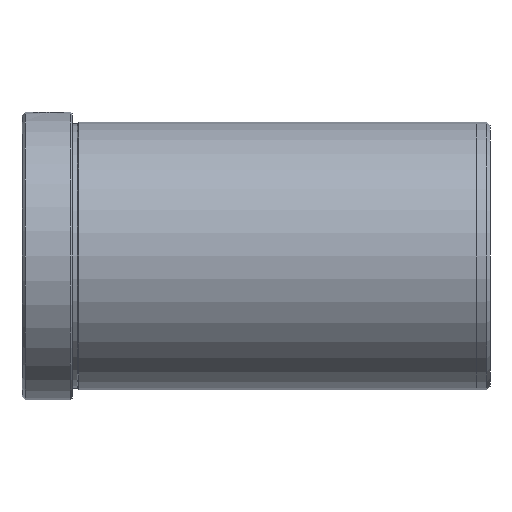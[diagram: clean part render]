
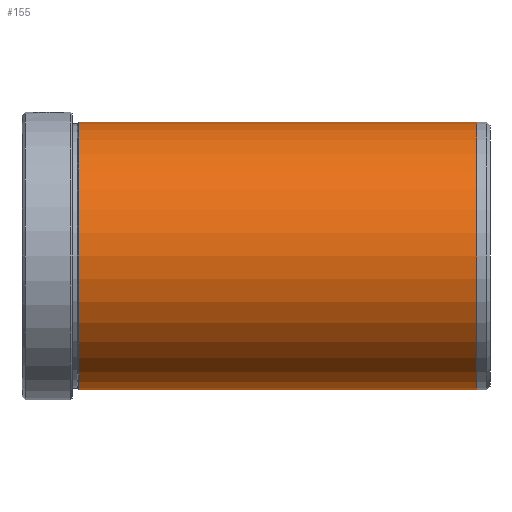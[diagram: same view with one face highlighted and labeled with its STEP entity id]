
A CAD part, left-side view. The second image highlights one B-rep face of the part: STEP entity #155.
In plain terms, the highlighted cylindrical face has radius 40 mm (diameter 80 mm), a partial arc.
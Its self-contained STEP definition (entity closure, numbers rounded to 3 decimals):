
#15 = EDGE_CURVE ( 'NONE', #553, #101, #532, .T. ) ;
#101 = VERTEX_POINT ( 'NONE', #1600 ) ;
#155 = ADVANCED_FACE ( 'NONE', ( #1481 ), #1535, .T. ) ;
#171 = ORIENTED_EDGE ( 'NONE', *, *, #1606, .F. ) ;
#175 = AXIS2_PLACEMENT_3D ( 'NONE', #189, #1195, #347 ) ;
#189 = CARTESIAN_POINT ( 'NONE',  ( 0., -17., 0. ) ) ;
#278 = CARTESIAN_POINT ( 'NONE',  ( 0., -17., -40. ) ) ;
#323 = ORIENTED_EDGE ( 'NONE', *, *, #1506, .F. ) ;
#347 = DIRECTION ( 'NONE',  ( 0., 0., 1. ) ) ;
#486 = ORIENTED_EDGE ( 'NONE', *, *, #727, .F. ) ;
#506 = CIRCLE ( 'NONE', #1582, 40. ) ;
#508 = VECTOR ( 'NONE', #1385, 1000. ) ;
#516 = VERTEX_POINT ( 'NONE', #278 ) ;
#525 = CARTESIAN_POINT ( 'NONE',  ( 0., -136., 40. ) ) ;
#532 = LINE ( 'NONE', #1326, #1277 ) ;
#533 = EDGE_LOOP ( 'NONE', ( #171, #486, #1614, #323 ) ) ;
#553 = VERTEX_POINT ( 'NONE', #525 ) ;
#596 = CARTESIAN_POINT ( 'NONE',  ( 0., -136., 0. ) ) ;
#625 = CIRCLE ( 'NONE', #175, 40. ) ;
#727 = EDGE_CURVE ( 'NONE', #553, #1557, #506, .T. ) ;
#746 = DIRECTION ( 'NONE',  ( 0., 0., -1. ) ) ;
#950 = AXIS2_PLACEMENT_3D ( 'NONE', #1575, #1878, #1270 ) ;
#1195 = DIRECTION ( 'NONE',  ( 0., 1., 0. ) ) ;
#1270 = DIRECTION ( 'NONE',  ( 0., 0., 1. ) ) ;
#1277 = VECTOR ( 'NONE', #1333, 1000. ) ;
#1326 = CARTESIAN_POINT ( 'NONE',  ( 0., 0., 40. ) ) ;
#1333 = DIRECTION ( 'NONE',  ( 0., 1., 0. ) ) ;
#1385 = DIRECTION ( 'NONE',  ( 0., 1., 0. ) ) ;
#1481 = FACE_OUTER_BOUND ( 'NONE', #533, .T. ) ;
#1506 = EDGE_CURVE ( 'NONE', #516, #101, #625, .T. ) ;
#1535 = CYLINDRICAL_SURFACE ( 'NONE', #950, 40. ) ;
#1557 = VERTEX_POINT ( 'NONE', #1791 ) ;
#1575 = CARTESIAN_POINT ( 'NONE',  ( 0., 0., 0. ) ) ;
#1582 = AXIS2_PLACEMENT_3D ( 'NONE', #596, #1610, #746 ) ;
#1596 = LINE ( 'NONE', #1680, #508 ) ;
#1600 = CARTESIAN_POINT ( 'NONE',  ( 0., -17., 40. ) ) ;
#1606 = EDGE_CURVE ( 'NONE', #1557, #516, #1596, .T. ) ;
#1610 = DIRECTION ( 'NONE',  ( 0., -1., 0. ) ) ;
#1614 = ORIENTED_EDGE ( 'NONE', *, *, #15, .T. ) ;
#1680 = CARTESIAN_POINT ( 'NONE',  ( 0., 0., -40. ) ) ;
#1791 = CARTESIAN_POINT ( 'NONE',  ( 0., -136., -40. ) ) ;
#1878 = DIRECTION ( 'NONE',  ( 0., 1., 0. ) ) ;
